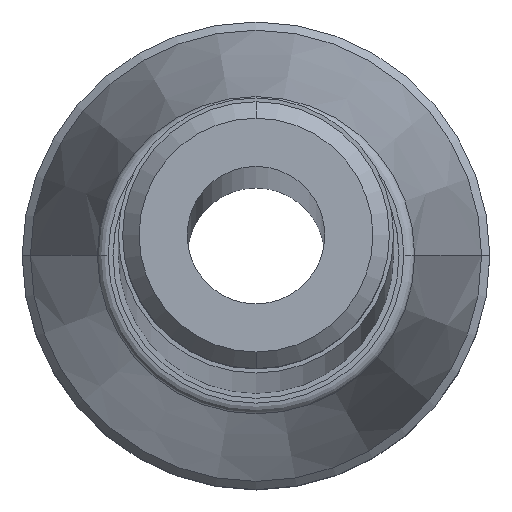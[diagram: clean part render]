
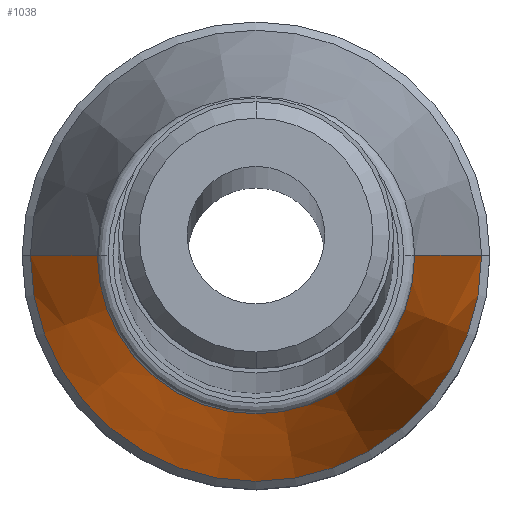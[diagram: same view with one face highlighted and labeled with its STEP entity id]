
A CAD part, top view. The second image highlights one B-rep face of the part: STEP entity #1038.
In plain terms, the highlighted conical face has half-angle 11.768 degrees and reference radius 6.983 mm.
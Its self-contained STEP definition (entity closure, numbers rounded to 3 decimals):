
#193=CARTESIAN_POINT('',(0.,0.,19.5));
#194=DIRECTION('',(0.,0.,-1.));
#195=DIRECTION('',(1.,0.,0.));
#196=AXIS2_PLACEMENT_3D('',#193,#194,#195);
#227=CARTESIAN_POINT('',(0.,0.,31.182));
#228=DIRECTION('',(0.,0.,-1.));
#229=DIRECTION('',(1.,0.,0.));
#230=AXIS2_PLACEMENT_3D('',#227,#228,#229);
#242=DIRECTION('',(0.204,0.,-0.979));
#243=VECTOR('',#242,11.932);
#244=CARTESIAN_POINT('',(5.766,0.,
31.182));
#245=LINE('',#244,#243);
#246=DIRECTION('',(-0.204,0.,-0.979));
#247=VECTOR('',#246,11.932);
#248=CARTESIAN_POINT('',(-5.766,0.,
31.182));
#249=LINE('',#248,#247);
#573=CARTESIAN_POINT('',(8.2,0.,19.5));
#574=CARTESIAN_POINT('',(-8.2,0.,19.5));
#575=VERTEX_POINT('',#573);
#576=VERTEX_POINT('',#574);
#585=CARTESIAN_POINT('',(-5.766,0.,31.182));
#586=CARTESIAN_POINT('',(5.766,0.,31.182));
#587=VERTEX_POINT('',#585);
#588=VERTEX_POINT('',#586);
#1027=CARTESIAN_POINT('',(0.,0.,25.341));
#1028=DIRECTION('',(0.,0.,-1.));
#1029=DIRECTION('',(1.,0.,0.));
#1030=AXIS2_PLACEMENT_3D('',#1027,#1028,#1029);
#1031=CONICAL_SURFACE('',#1030,6.983,11.768);
#1032=ORIENTED_EDGE('',*,*,#1018,.F.);
#1033=ORIENTED_EDGE('',*,*,#993,.T.);
#1034=ORIENTED_EDGE('',*,*,#963,.T.);
#1035=ORIENTED_EDGE('',*,*,#990,.F.);
#1036=EDGE_LOOP('',(#1032,#1033,#1034,#1035));
#1037=FACE_OUTER_BOUND('',#1036,.F.);
#1038=ADVANCED_FACE('',(#1037),#1031,.T.);
#197=CIRCLE('',#196,8.2);
#231=CIRCLE('',#230,5.766);
#963=EDGE_CURVE('',#575,#576,#197,.T.);
#990=EDGE_CURVE('',#587,#576,#249,.T.);
#993=EDGE_CURVE('',#588,#575,#245,.T.);
#1018=EDGE_CURVE('',#588,#587,#231,.T.);
